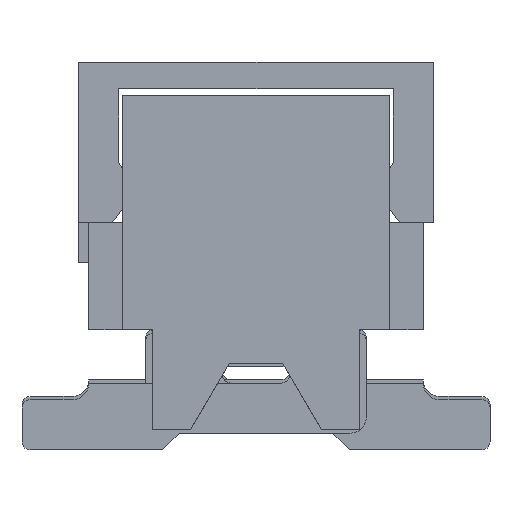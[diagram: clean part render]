
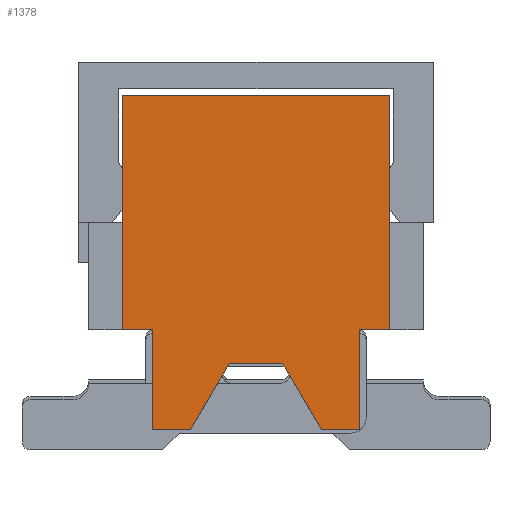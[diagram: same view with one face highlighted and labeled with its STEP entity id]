
A CAD part, left-side view. The second image highlights one B-rep face of the part: STEP entity #1378.
In plain terms, the highlighted planar face has unit normal (-1, 0, 0).
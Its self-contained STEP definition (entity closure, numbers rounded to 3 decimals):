
#1378 = ADVANCED_FACE( '', ( #2715 ), #2716, .F. );
#2715 = FACE_OUTER_BOUND( '', #4025, .T. );
#2716 = PLANE( '', #4026 );
#4025 = EDGE_LOOP( '', ( #8001, #8002, #8003, #8004, #8005, #8006, #8007, #8008, #8009, #8010, #8011, #8012, #8013, #8014 ) );
#4026 = AXIS2_PLACEMENT_3D( '', #8015, #8016, #8017 );
#8001 = ORIENTED_EDGE( '', *, *, #8334, .F. );
#8002 = ORIENTED_EDGE( '', *, *, #8734, .F. );
#8003 = ORIENTED_EDGE( '', *, *, #8435, .F. );
#8004 = ORIENTED_EDGE( '', *, *, #9598, .F. );
#8005 = ORIENTED_EDGE( '', *, *, #9259, .F. );
#8006 = ORIENTED_EDGE( '', *, *, #8369, .F. );
#8007 = ORIENTED_EDGE( '', *, *, #9095, .F. );
#8008 = ORIENTED_EDGE( '', *, *, #9678, .F. );
#8009 = ORIENTED_EDGE( '', *, *, #9389, .F. );
#8010 = ORIENTED_EDGE( '', *, *, #8680, .F. );
#8011 = ORIENTED_EDGE( '', *, *, #8739, .T. );
#8012 = ORIENTED_EDGE( '', *, *, #9607, .F. );
#8013 = ORIENTED_EDGE( '', *, *, #9335, .F. );
#8014 = ORIENTED_EDGE( '', *, *, #9640, .F. );
#8015 = CARTESIAN_POINT( '', ( -5.345, 0., 0. ) );
#8016 = DIRECTION( '', ( 1., 0., 0. ) );
#8017 = DIRECTION( '', ( 0., 0., -1. ) );
#8334 = EDGE_CURVE( '', #10069, #10070, #10071, .T. );
#8369 = EDGE_CURVE( '', #10131, #10133, #10134, .T. );
#8435 = EDGE_CURVE( '', #10248, #10250, #10251, .T. );
#8680 = EDGE_CURVE( '', #10664, #10666, #10667, .T. );
#8734 = EDGE_CURVE( '', #10250, #10069, #10758, .T. );
#8739 = EDGE_CURVE( '', #10664, #10765, #10766, .T. );
#9095 = EDGE_CURVE( '', #11314, #10131, #11316, .T. );
#9259 = EDGE_CURVE( '', #10133, #11548, #11551, .T. );
#9335 = EDGE_CURVE( '', #11661, #11662, #11663, .T. );
#9389 = EDGE_CURVE( '', #10666, #11733, #11735, .T. );
#9598 = EDGE_CURVE( '', #11548, #10248, #11995, .T. );
#9607 = EDGE_CURVE( '', #11662, #10765, #12005, .T. );
#9640 = EDGE_CURVE( '', #10070, #11661, #12042, .T. );
#9678 = EDGE_CURVE( '', #11733, #11314, #12091, .T. );
#10069 = VERTEX_POINT( '', #12591 );
#10070 = VERTEX_POINT( '', #12592 );
#10071 = LINE( '', #12593, #12594 );
#10131 = VERTEX_POINT( '', #12679 );
#10133 = VERTEX_POINT( '', #12682 );
#10134 = LINE( '', #12683, #12684 );
#10248 = VERTEX_POINT( '', #12851 );
#10250 = VERTEX_POINT( '', #12854 );
#10251 = LINE( '', #12855, #12856 );
#10664 = VERTEX_POINT( '', #13461 );
#10666 = VERTEX_POINT( '', #13464 );
#10667 = LINE( '', #13465, #13466 );
#10758 = LINE( '', #13610, #13611 );
#10765 = VERTEX_POINT( '', #13621 );
#10766 = LINE( '', #13622, #13623 );
#11314 = VERTEX_POINT( '', #14439 );
#11316 = LINE( '', #14442, #14443 );
#11548 = VERTEX_POINT( '', #14793 );
#11551 = LINE( '', #14798, #14799 );
#11661 = VERTEX_POINT( '', #14971 );
#11662 = VERTEX_POINT( '', #14972 );
#11663 = LINE( '', #14973, #14974 );
#11733 = VERTEX_POINT( '', #15091 );
#11735 = LINE( '', #15094, #15095 );
#11995 = LINE( '', #15486, #15487 );
#12005 = LINE( '', #15501, #15502 );
#12042 = LINE( '', #15558, #15559 );
#12091 = LINE( '', #15630, #15631 );
#12591 = CARTESIAN_POINT( '', ( -5.345, 2., -0.8 ) );
#12592 = CARTESIAN_POINT( '', ( -5.345, 2., 0.8 ) );
#12593 = CARTESIAN_POINT( '', ( -5.345, 2., -0.8 ) );
#12594 = VECTOR( '', #15960, 1000. );
#12679 = CARTESIAN_POINT( '', ( -5.345, -0.4, -1.3 ) );
#12682 = CARTESIAN_POINT( '', ( -5.345, 0.4, -1.3 ) );
#12683 = CARTESIAN_POINT( '', ( -5.345, -0.4, -1.3 ) );
#12684 = VECTOR( '', #15993, 1000. );
#12851 = CARTESIAN_POINT( '', ( -5.345, 1.55, -2.3 ) );
#12854 = CARTESIAN_POINT( '', ( -5.345, 1.55, -0.8 ) );
#12855 = CARTESIAN_POINT( '', ( -5.345, 1.55, -0.8 ) );
#12856 = VECTOR( '', #16048, 1000. );
#13461 = CARTESIAN_POINT( '', ( -5.345, -2., -0.8 ) );
#13464 = CARTESIAN_POINT( '', ( -5.345, -1.55, -0.8 ) );
#13465 = CARTESIAN_POINT( '', ( -5.345, -2.5, -0.8 ) );
#13466 = VECTOR( '', #16248, 1000. );
#13610 = CARTESIAN_POINT( '', ( -5.345, 2.5, -0.8 ) );
#13611 = VECTOR( '', #16302, 1000. );
#13621 = CARTESIAN_POINT( '', ( -5.345, -2., 0.8 ) );
#13622 = CARTESIAN_POINT( '', ( -5.345, -2., -0.8 ) );
#13623 = VECTOR( '', #16306, 1000. );
#14439 = CARTESIAN_POINT( '', ( -5.345, -0.98, -2.3 ) );
#14442 = CARTESIAN_POINT( '', ( -5.345, -0.98, -2.3 ) );
#14443 = VECTOR( '', #16606, 1000. );
#14793 = CARTESIAN_POINT( '', ( -5.345, 0.98, -2.3 ) );
#14798 = CARTESIAN_POINT( '', ( -5.345, 0.4, -1.3 ) );
#14799 = VECTOR( '', #16727, 1000. );
#14971 = CARTESIAN_POINT( '', ( -5.345, 2., 2.7 ) );
#14972 = CARTESIAN_POINT( '', ( -5.345, -2., 2.7 ) );
#14973 = CARTESIAN_POINT( '', ( -5.345, 2., 2.7 ) );
#14974 = VECTOR( '', #16796, 1000. );
#15091 = CARTESIAN_POINT( '', ( -5.345, -1.55, -2.3 ) );
#15094 = CARTESIAN_POINT( '', ( -5.345, -1.55, -0.8 ) );
#15095 = VECTOR( '', #16845, 1000. );
#15486 = CARTESIAN_POINT( '', ( -5.345, 0.98, -2.3 ) );
#15487 = VECTOR( '', #17007, 1000. );
#15501 = CARTESIAN_POINT( '', ( -5.345, -2., 2.7 ) );
#15502 = VECTOR( '', #17012, 1000. );
#15558 = CARTESIAN_POINT( '', ( -5.345, 2., 0.8 ) );
#15559 = VECTOR( '', #17032, 1000. );
#15630 = CARTESIAN_POINT( '', ( -5.345, -1.55, -2.3 ) );
#15631 = VECTOR( '', #17073, 1000. );
#15960 = DIRECTION( '', ( 0., 0., 1. ) );
#15993 = DIRECTION( '', ( 0., 1., 0. ) );
#16048 = DIRECTION( '', ( 0., 0., 1. ) );
#16248 = DIRECTION( '', ( 0., 1., 0. ) );
#16302 = DIRECTION( '', ( 0., 1., 0. ) );
#16306 = DIRECTION( '', ( 0., 0., 1. ) );
#16606 = DIRECTION( '', ( 0., 0.502, 0.865 ) );
#16727 = DIRECTION( '', ( 0., 0.502, -0.865 ) );
#16796 = DIRECTION( '', ( 0., -1., 0. ) );
#16845 = DIRECTION( '', ( 0., 0., -1. ) );
#17007 = DIRECTION( '', ( 0., 1., 0. ) );
#17012 = DIRECTION( '', ( 0., 0., -1. ) );
#17032 = DIRECTION( '', ( 0., 0., 1. ) );
#17073 = DIRECTION( '', ( 0., 1., 0. ) );
